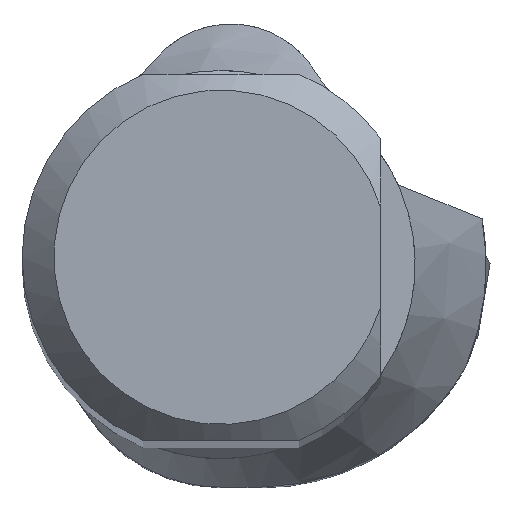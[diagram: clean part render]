
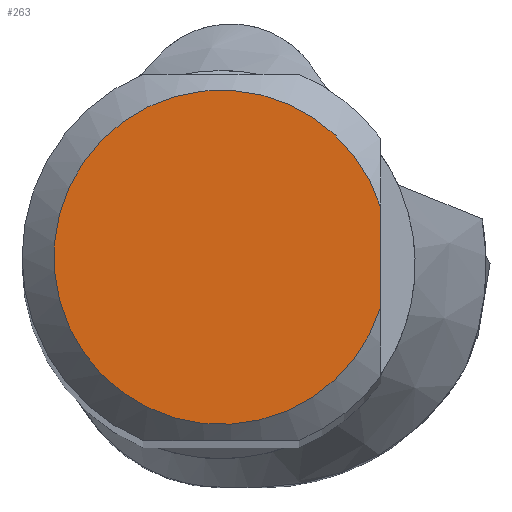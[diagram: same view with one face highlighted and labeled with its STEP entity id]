
A CAD part, top view. The second image highlights one B-rep face of the part: STEP entity #263.
In plain terms, the highlighted planar face has unit normal (0, 0, 1).
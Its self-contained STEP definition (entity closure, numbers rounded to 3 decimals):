
#191=FACE_OUTER_BOUND('',#386,.T.);
#263=ADVANCED_FACE('CU_SU_BP3',(#191),#320,.F.);
#320=PLANE('',#1564);
#386=EDGE_LOOP('',(#683,#684));
#460=CIRCLE('',#1550,10.491);
#683=ORIENTED_EDGE('',*,*,#1116,.T.);
#684=ORIENTED_EDGE('',*,*,#1143,.T.);
#961=VERTEX_POINT('',#2401);
#962=VERTEX_POINT('',#2403);
#1116=EDGE_CURVE('',#962,#961,#460,.T.);
#1143=EDGE_CURVE('',#961,#962,#1263,.T.);
#1263=LINE('',#2508,#1354);
#1354=VECTOR('',#1879,1.);
#1550=AXIS2_PLACEMENT_3D('',#2402,#1843,#1844);
#1564=AXIS2_PLACEMENT_3D('',#2509,#1880,#1881);
#1843=DIRECTION('',(0.,0.,1.));
#1844=DIRECTION('',(-0.986,0.164,0.));
#1879=DIRECTION('',(0.,1.,0.));
#1880=DIRECTION('',(0.,0.,-1.));
#1881=DIRECTION('',(-0.986,0.164,0.));
#2401=CARTESIAN_POINT('',(10.009,-3.145,0.));
#2402=CARTESIAN_POINT('',(0.,0.,
0.));
#2403=CARTESIAN_POINT('',(10.009,3.145,0.));
#2508=CARTESIAN_POINT('',(10.009,-11.5,0.));
#2509=CARTESIAN_POINT('',(-12.491,0.,0.));
